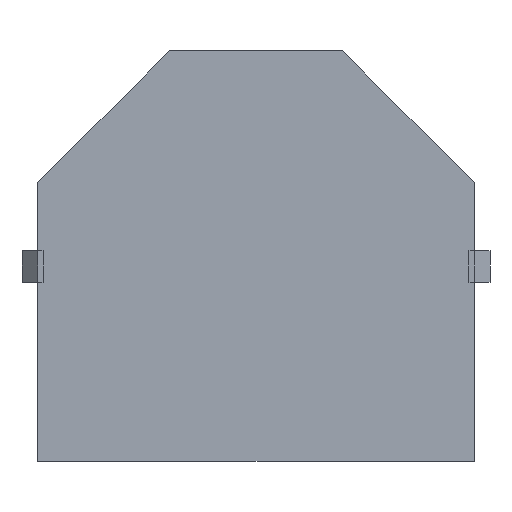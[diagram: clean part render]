
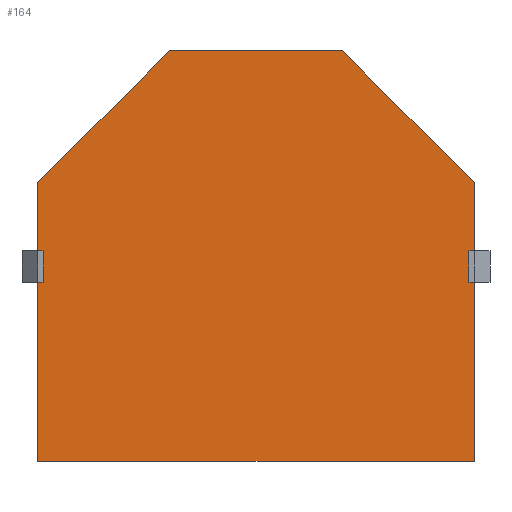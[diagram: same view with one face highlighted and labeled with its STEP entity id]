
A CAD part, front view. The second image highlights one B-rep face of the part: STEP entity #164.
In plain terms, the highlighted planar face has unit normal (0, -1, 0).
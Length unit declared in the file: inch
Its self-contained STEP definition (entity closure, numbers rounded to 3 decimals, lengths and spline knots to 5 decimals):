
#2 = DIRECTION ( 'NONE',  ( -1., 0., 0. ) ) ;
#4 = CARTESIAN_POINT ( 'NONE',  ( 0., 0., -0.05 ) ) ;
#5 = DIRECTION ( 'NONE',  ( 1., 0., 0. ) ) ;
#13 = VERTEX_POINT ( 'NONE', #62 ) ;
#20 = CARTESIAN_POINT ( 'NONE',  ( -0.415, 0., -0.39 ) ) ;
#27 = DIRECTION ( 'NONE',  ( 0., 0., 1. ) ) ;
#34 = DIRECTION ( 'NONE',  ( 0., 0., 1. ) ) ;
#35 = DIRECTION ( 'NONE',  ( 1., 0., 0. ) ) ;
#53 = CARTESIAN_POINT ( 'NONE',  ( -0.405, 0., -0.05 ) ) ;
#62 = CARTESIAN_POINT ( 'NONE',  ( 0.165, 0., 0.39 ) ) ;
#64 = ORIENTED_EDGE ( 'NONE', *, *, #477, .T. ) ;
#65 = ORIENTED_EDGE ( 'NONE', *, *, #448, .F. ) ;
#68 = VERTEX_POINT ( 'NONE', #53 ) ;
#114 = CARTESIAN_POINT ( 'NONE',  ( 0.415, 0., -0.39 ) ) ;
#118 = CARTESIAN_POINT ( 'NONE',  ( -0.415, 0., -0.05 ) ) ;
#123 = CARTESIAN_POINT ( 'NONE',  ( -0.415, 0., -0.39 ) ) ;
#124 = CARTESIAN_POINT ( 'NONE',  ( 0.415, 0., 0.01 ) ) ;
#129 = CARTESIAN_POINT ( 'NONE',  ( 0.415, 0., 0.14 ) ) ;
#164 = ADVANCED_FACE ( 'NONE', ( #242 ), #538, .T. ) ;
#189 = VERTEX_POINT ( 'NONE', #114 ) ;
#193 = VERTEX_POINT ( 'NONE', #123 ) ;
#194 = VERTEX_POINT ( 'NONE', #118 ) ;
#195 = VERTEX_POINT ( 'NONE', #699 ) ;
#214 = VERTEX_POINT ( 'NONE', #564 ) ;
#215 = VERTEX_POINT ( 'NONE', #565 ) ;
#217 = VERTEX_POINT ( 'NONE', #577 ) ;
#242 = FACE_OUTER_BOUND ( 'NONE', #556, .T. ) ;
#254 = LINE ( 'NONE', #502, #257 ) ;
#257 = VECTOR ( 'NONE', #504, 39.37008 ) ;
#258 = LINE ( 'NONE', #503, #265 ) ;
#265 = VECTOR ( 'NONE', #592, 39.37008 ) ;
#266 = LINE ( 'NONE', #591, #273 ) ;
#268 = LINE ( 'NONE', #595, #271 ) ;
#271 = VECTOR ( 'NONE', #34, 39.37008 ) ;
#273 = VECTOR ( 'NONE', #35, 39.37008 ) ;
#282 = LINE ( 'NONE', #20, #285 ) ;
#285 = VECTOR ( 'NONE', #2, 39.37008 ) ;
#286 = LINE ( 'NONE', #4, #289 ) ;
#289 = VECTOR ( 'NONE', #5, 39.37008 ) ;
#306 = LINE ( 'NONE', #605, #331 ) ;
#310 = LINE ( 'NONE', #532, #313 ) ;
#313 = VECTOR ( 'NONE', #533, 39.37008 ) ;
#314 = LINE ( 'NONE', #536, #317 ) ;
#317 = VECTOR ( 'NONE', #537, 39.37008 ) ;
#322 = LINE ( 'NONE', #523, #325 ) ;
#325 = VECTOR ( 'NONE', #27, 39.37008 ) ;
#330 = LINE ( 'NONE', #650, #333 ) ;
#331 = VECTOR ( 'NONE', #649, 39.37008 ) ;
#333 = VECTOR ( 'NONE', #651, 39.37008 ) ;
#334 = LINE ( 'NONE', #654, #337 ) ;
#336 = LINE ( 'NONE', #656, #339 ) ;
#337 = VECTOR ( 'NONE', #655, 39.37008 ) ;
#339 = VECTOR ( 'NONE', #657, 39.37008 ) ;
#340 = LINE ( 'NONE', #660, #343 ) ;
#343 = VECTOR ( 'NONE', #661, 39.37008 ) ;
#417 = EDGE_CURVE ( 'NONE', #68, #194, #254, .T. ) ;
#425 = EDGE_CURVE ( 'NONE', #68, #217, #258, .T. ) ;
#441 = AXIS2_PLACEMENT_3D ( 'NONE', #695, #696, #697 ) ;
#447 = EDGE_CURVE ( 'NONE', #195, #497, #268, .T. ) ;
#448 = EDGE_CURVE ( 'NONE', #496, #13, #266, .T. ) ;
#454 = EDGE_CURVE ( 'NONE', #189, #193, #282, .T. ) ;
#456 = EDGE_CURVE ( 'NONE', #215, #508, #286, .T. ) ;
#468 = EDGE_CURVE ( 'NONE', #508, #189, #310, .T. ) ;
#470 = EDGE_CURVE ( 'NONE', #516, #513, #314, .T. ) ;
#474 = EDGE_CURVE ( 'NONE', #193, #194, #322, .T. ) ;
#477 = EDGE_CURVE ( 'NONE', #516, #13, #306, .T. ) ;
#478 = EDGE_CURVE ( 'NONE', #214, #513, #330, .T. ) ;
#480 = EDGE_CURVE ( 'NONE', #215, #214, #334, .T. ) ;
#481 = EDGE_CURVE ( 'NONE', #217, #195, #336, .T. ) ;
#483 = EDGE_CURVE ( 'NONE', #496, #497, #340, .T. ) ;
#496 = VERTEX_POINT ( 'NONE', #677 ) ;
#497 = VERTEX_POINT ( 'NONE', #673 ) ;
#502 = CARTESIAN_POINT ( 'NONE',  ( 0., 0., -0.05 ) ) ;
#503 = CARTESIAN_POINT ( 'NONE',  ( -0.405, 0., -0.05 ) ) ;
#504 = DIRECTION ( 'NONE',  ( -1., 0., 0. ) ) ;
#508 = VERTEX_POINT ( 'NONE', #675 ) ;
#513 = VERTEX_POINT ( 'NONE', #124 ) ;
#516 = VERTEX_POINT ( 'NONE', #129 ) ;
#523 = CARTESIAN_POINT ( 'NONE',  ( -0.415, 0., 0.39 ) ) ;
#532 = CARTESIAN_POINT ( 'NONE',  ( 0.415, 0., 0.39 ) ) ;
#533 = DIRECTION ( 'NONE',  ( 0., 0., -1. ) ) ;
#536 = CARTESIAN_POINT ( 'NONE',  ( 0.415, 0., 0.39 ) ) ;
#537 = DIRECTION ( 'NONE',  ( 0., 0., -1. ) ) ;
#538 = PLANE ( 'NONE',  #441 ) ;
#546 = ORIENTED_EDGE ( 'NONE', *, *, #483, .T. ) ;
#547 = ORIENTED_EDGE ( 'NONE', *, *, #447, .F. ) ;
#548 = ORIENTED_EDGE ( 'NONE', *, *, #481, .F. ) ;
#549 = ORIENTED_EDGE ( 'NONE', *, *, #425, .F. ) ;
#550 = ORIENTED_EDGE ( 'NONE', *, *, #417, .T. ) ;
#551 = ORIENTED_EDGE ( 'NONE', *, *, #474, .F. ) ;
#552 = ORIENTED_EDGE ( 'NONE', *, *, #454, .F. ) ;
#553 = ORIENTED_EDGE ( 'NONE', *, *, #468, .F. ) ;
#556 = EDGE_LOOP ( 'NONE', ( #627, #628, #629, #630, #64, #65, #546, #547, #548, #549, #550, #551, #552, #553 ) ) ;
#564 = CARTESIAN_POINT ( 'NONE',  ( 0.405, 0., 0.01 ) ) ;
#565 = CARTESIAN_POINT ( 'NONE',  ( 0.405, 0., -0.05 ) ) ;
#577 = CARTESIAN_POINT ( 'NONE',  ( -0.405, 0., 0.01 ) ) ;
#591 = CARTESIAN_POINT ( 'NONE',  ( -0.415, 0., 0.39 ) ) ;
#592 = DIRECTION ( 'NONE',  ( 0., 0., 1. ) ) ;
#595 = CARTESIAN_POINT ( 'NONE',  ( -0.415, 0., 0.39 ) ) ;
#605 = CARTESIAN_POINT ( 'NONE',  ( 0.2775, 0., 0.2775 ) ) ;
#627 = ORIENTED_EDGE ( 'NONE', *, *, #456, .F. ) ;
#628 = ORIENTED_EDGE ( 'NONE', *, *, #480, .T. ) ;
#629 = ORIENTED_EDGE ( 'NONE', *, *, #478, .T. ) ;
#630 = ORIENTED_EDGE ( 'NONE', *, *, #470, .F. ) ;
#649 = DIRECTION ( 'NONE',  ( -0.707, 0., 0.707 ) ) ;
#650 = CARTESIAN_POINT ( 'NONE',  ( 0., 0., 0.01 ) ) ;
#651 = DIRECTION ( 'NONE',  ( 1., 0., 0. ) ) ;
#654 = CARTESIAN_POINT ( 'NONE',  ( 0.405, 0., -0.05 ) ) ;
#655 = DIRECTION ( 'NONE',  ( 0., 0., 1. ) ) ;
#656 = CARTESIAN_POINT ( 'NONE',  ( 0., 0., 0.01 ) ) ;
#657 = DIRECTION ( 'NONE',  ( -1., 0., 0. ) ) ;
#660 = CARTESIAN_POINT ( 'NONE',  ( -0.2775, 0., 0.2775 ) ) ;
#661 = DIRECTION ( 'NONE',  ( -0.707, 0., -0.707 ) ) ;
#673 = CARTESIAN_POINT ( 'NONE',  ( -0.415, 0., 0.14 ) ) ;
#675 = CARTESIAN_POINT ( 'NONE',  ( 0.415, 0., -0.05 ) ) ;
#677 = CARTESIAN_POINT ( 'NONE',  ( -0.165, 0., 0.39 ) ) ;
#695 = CARTESIAN_POINT ( 'NONE',  ( 0., 0., 0. ) ) ;
#696 = DIRECTION ( 'NONE',  ( 0., -1., 0. ) ) ;
#697 = DIRECTION ( 'NONE',  ( 0., 0., -1. ) ) ;
#699 = CARTESIAN_POINT ( 'NONE',  ( -0.415, 0., 0.01 ) ) ;
